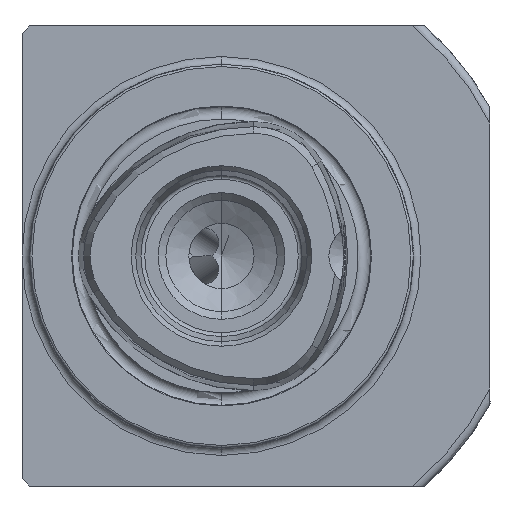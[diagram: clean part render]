
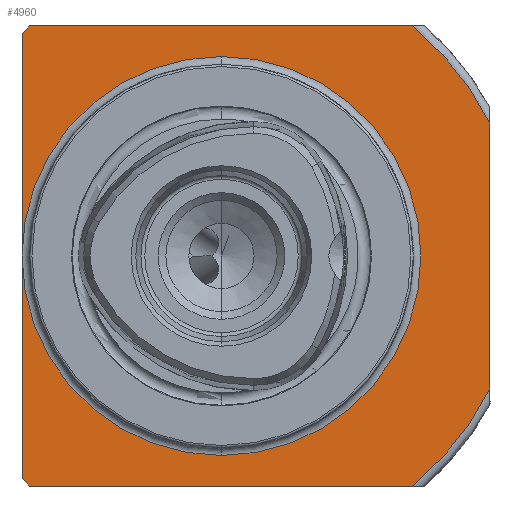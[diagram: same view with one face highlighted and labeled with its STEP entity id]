
A CAD part, left-side view. The second image highlights one B-rep face of the part: STEP entity #4960.
In plain terms, the highlighted planar face has unit normal (-1, 0, 0).
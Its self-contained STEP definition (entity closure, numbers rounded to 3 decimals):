
#370 = EDGE_CURVE ( 'NONE', #1695, #1678, #4474, .T. ) ;
#384 = AXIS2_PLACEMENT_3D ( 'NONE', #3295, #3290, #3288 ) ;
#778 = CARTESIAN_POINT ( 'NONE',  ( 21., 0., 0. ) ) ;
#779 = DIRECTION ( 'NONE',  ( -1., 0., 0. ) ) ;
#780 = DIRECTION ( 'NONE',  ( 0., 0., 1. ) ) ;
#928 = CARTESIAN_POINT ( 'NONE',  ( 21., -35., -17.205 ) ) ;
#934 = CARTESIAN_POINT ( 'NONE',  ( 21., 26., 0. ) ) ;
#949 = CARTESIAN_POINT ( 'NONE',  ( 21., 0., -26. ) ) ;
#959 = CARTESIAN_POINT ( 'NONE',  ( 21., 24.92, -30. ) ) ;
#973 = CARTESIAN_POINT ( 'NONE',  ( 21., 25.438, -29.562 ) ) ;
#981 = CARTESIAN_POINT ( 'NONE',  ( 21., 26., -29. ) ) ;
#983 = CARTESIAN_POINT ( 'NONE',  ( 21., 26., 29. ) ) ;
#1224 = DIRECTION ( 'NONE',  ( -1., 0., 0. ) ) ;
#1226 = CARTESIAN_POINT ( 'NONE',  ( 21., 0., 0. ) ) ;
#1231 = DIRECTION ( 'NONE',  ( 0., 0., 1. ) ) ;
#1232 = DIRECTION ( 'NONE',  ( 0., 0.707, -0.707 ) ) ;
#1236 = DIRECTION ( 'NONE',  ( -1., 0., 0. ) ) ;
#1237 = CARTESIAN_POINT ( 'NONE',  ( 21., 0., 0. ) ) ;
#1238 = DIRECTION ( 'NONE',  ( 0., 0., 1. ) ) ;
#1240 = CARTESIAN_POINT ( 'NONE',  ( 21., 26., 29. ) ) ;
#1496 = ORIENTED_EDGE ( 'NONE', *, *, #2178, .T. ) ;
#1498 = ORIENTED_EDGE ( 'NONE', *, *, #2172, .F. ) ;
#1502 = ORIENTED_EDGE ( 'NONE', *, *, #2171, .T. ) ;
#1503 = ORIENTED_EDGE ( 'NONE', *, *, #2159, .T. ) ;
#1505 = ORIENTED_EDGE ( 'NONE', *, *, #2176, .F. ) ;
#1507 = ORIENTED_EDGE ( 'NONE', *, *, #2189, .F. ) ;
#1508 = ORIENTED_EDGE ( 'NONE', *, *, #2153, .F. ) ;
#1509 = ORIENTED_EDGE ( 'NONE', *, *, #2145, .T. ) ;
#1510 = ORIENTED_EDGE ( 'NONE', *, *, #2146, .T. ) ;
#1511 = ORIENTED_EDGE ( 'NONE', *, *, #2144, .T. ) ;
#1513 = ORIENTED_EDGE ( 'NONE', *, *, #2195, .F. ) ;
#1515 = ORIENTED_EDGE ( 'NONE', *, *, #2196, .F. ) ;
#1516 = ORIENTED_EDGE ( 'NONE', *, *, #2350, .F. ) ;
#1518 = ORIENTED_EDGE ( 'NONE', *, *, #370, .F. ) ;
#1650 = VERTEX_POINT ( 'NONE', #973 ) ;
#1654 = VERTEX_POINT ( 'NONE', #983 ) ;
#1678 = VERTEX_POINT ( 'NONE', #949 ) ;
#1683 = VERTEX_POINT ( 'NONE', #981 ) ;
#1689 = VERTEX_POINT ( 'NONE', #959 ) ;
#1695 = VERTEX_POINT ( 'NONE', #934 ) ;
#1747 = VERTEX_POINT ( 'NONE', #928 ) ;
#1788 = VERTEX_POINT ( 'NONE', #8008 ) ;
#1862 = CARTESIAN_POINT ( 'NONE',  ( 21., 26., 0. ) ) ;
#1869 = PLANE ( 'NONE',  #6110 ) ;
#1871 = DIRECTION ( 'NONE',  ( 1., 0., 0. ) ) ;
#1872 = DIRECTION ( 'NONE',  ( 0., 0., -1. ) ) ;
#2144 = EDGE_CURVE ( 'NONE', #7229, #1788, #4039, .T. ) ;
#2145 = EDGE_CURVE ( 'NONE', #7323, #7484, #4225, .T. ) ;
#2146 = EDGE_CURVE ( 'NONE', #7484, #1654, #4309, .T. ) ;
#2153 = EDGE_CURVE ( 'NONE', #7323, #1788, #4126, .T. ) ;
#2159 = EDGE_CURVE ( 'NONE', #1650, #1689, #4313, .T. ) ;
#2171 = EDGE_CURVE ( 'NONE', #1683, #1650, #4056, .T. ) ;
#2172 = EDGE_CURVE ( 'NONE', #7229, #1747, #4163, .T. ) ;
#2176 = EDGE_CURVE ( 'NONE', #7312, #1689, #4032, .T. ) ;
#2178 = EDGE_CURVE ( 'NONE', #7312, #1747, #4101, .T. ) ;
#2189 = EDGE_CURVE ( 'NONE', #1683, #1695, #4181, .T. ) ;
#2195 = EDGE_CURVE ( 'NONE', #1695, #1654, #4155, .T. ) ;
#2196 = EDGE_CURVE ( 'NONE', #7440, #1695, #4048, .T. ) ;
#2350 = EDGE_CURVE ( 'NONE', #1678, #7440, #4363, .T. ) ;
#2447 = FACE_OUTER_BOUND ( 'NONE', #7735, .T. ) ;
#3288 = DIRECTION ( 'NONE',  ( 0., 0., 1. ) ) ;
#3290 = DIRECTION ( 'NONE',  ( -1., 0., 0. ) ) ;
#3295 = CARTESIAN_POINT ( 'NONE',  ( 21., 0., 0. ) ) ;
#3742 = CARTESIAN_POINT ( 'NONE',  ( 21., 26., 0. ) ) ;
#3743 = DIRECTION ( 'NONE',  ( 0., 0., 1. ) ) ;
#3772 = CARTESIAN_POINT ( 'NONE',  ( 21., 26., 0. ) ) ;
#3773 = DIRECTION ( 'NONE',  ( 0., 0., 1. ) ) ;
#3774 = CARTESIAN_POINT ( 'NONE',  ( 21., 0., 0. ) ) ;
#3775 = DIRECTION ( 'NONE',  ( -1., 0., 0. ) ) ;
#3776 = DIRECTION ( 'NONE',  ( 0., 0., 1. ) ) ;
#4015 = VECTOR ( 'NONE', #5941, 1000. ) ;
#4032 = LINE ( 'NONE', #6042, #4233 ) ;
#4039 = CIRCLE ( 'NONE', #7832, 39. ) ;
#4048 = CIRCLE ( 'NONE', #7859, 26. ) ;
#4056 = LINE ( 'NONE', #5999, #4080 ) ;
#4072 = VECTOR ( 'NONE', #3773, 1000. ) ;
#4080 = VECTOR ( 'NONE', #6003, 1000. ) ;
#4101 = CIRCLE ( 'NONE', #7850, 39. ) ;
#4126 = LINE ( 'NONE', #5952, #4015 ) ;
#4155 = LINE ( 'NONE', #3772, #4072 ) ;
#4163 = LINE ( 'NONE', #6021, #4266 ) ;
#4176 = VECTOR ( 'NONE', #1232, 1000. ) ;
#4181 = LINE ( 'NONE', #3742, #4230 ) ;
#4225 = CIRCLE ( 'NONE', #7833, 39. ) ;
#4230 = VECTOR ( 'NONE', #3743, 1000. ) ;
#4233 = VECTOR ( 'NONE', #6043, 1000. ) ;
#4266 = VECTOR ( 'NONE', #6022, 1000. ) ;
#4309 = LINE ( 'NONE', #1240, #4176 ) ;
#4313 = CIRCLE ( 'NONE', #7842, 39. ) ;
#4363 = CIRCLE ( 'NONE', #7927, 26. ) ;
#4474 = CIRCLE ( 'NONE', #384, 26. ) ;
#4790 = CARTESIAN_POINT ( 'NONE',  ( 21., -35., 17.205 ) ) ;
#4820 = CARTESIAN_POINT ( 'NONE',  ( 21., -24.92, -30. ) ) ;
#4828 = CARTESIAN_POINT ( 'NONE',  ( 21., 24.92, 30. ) ) ;
#4870 = CARTESIAN_POINT ( 'NONE',  ( 21., 0., 26. ) ) ;
#4889 = CARTESIAN_POINT ( 'NONE',  ( 21., 25.438, 29.562 ) ) ;
#4960 = ADVANCED_FACE ( 'NONE', ( #2447 ), #1869, .F. ) ;
#5941 = DIRECTION ( 'NONE',  ( 0., -1., 0. ) ) ;
#5952 = CARTESIAN_POINT ( 'NONE',  ( 21., 26., 30. ) ) ;
#5973 = CARTESIAN_POINT ( 'NONE',  ( 21., 0., 0. ) ) ;
#5974 = DIRECTION ( 'NONE',  ( -1., 0., 0. ) ) ;
#5975 = DIRECTION ( 'NONE',  ( 0., 0., 1. ) ) ;
#5999 = CARTESIAN_POINT ( 'NONE',  ( 21., 25., -30. ) ) ;
#6003 = DIRECTION ( 'NONE',  ( 0., -0.707, -0.707 ) ) ;
#6021 = CARTESIAN_POINT ( 'NONE',  ( 21., -35., 0. ) ) ;
#6022 = DIRECTION ( 'NONE',  ( 0., 0., -1. ) ) ;
#6042 = CARTESIAN_POINT ( 'NONE',  ( 21., 26., -30. ) ) ;
#6043 = DIRECTION ( 'NONE',  ( 0., 1., 0. ) ) ;
#6048 = CARTESIAN_POINT ( 'NONE',  ( 21., 0., 0. ) ) ;
#6049 = DIRECTION ( 'NONE',  ( -1., 0., 0. ) ) ;
#6050 = DIRECTION ( 'NONE',  ( 0., 0., 1. ) ) ;
#6110 = AXIS2_PLACEMENT_3D ( 'NONE', #1862, #1871, #1872 ) ;
#7229 = VERTEX_POINT ( 'NONE', #4790 ) ;
#7312 = VERTEX_POINT ( 'NONE', #4820 ) ;
#7323 = VERTEX_POINT ( 'NONE', #4828 ) ;
#7440 = VERTEX_POINT ( 'NONE', #4870 ) ;
#7484 = VERTEX_POINT ( 'NONE', #4889 ) ;
#7735 = EDGE_LOOP ( 'NONE', ( #1507, #1502, #1503, #1505, #1496, #1498, #1511, #1508, #1509, #1510, #1513, #1515, #1516, #1518 ) ) ;
#7832 = AXIS2_PLACEMENT_3D ( 'NONE', #1226, #1236, #1238 ) ;
#7833 = AXIS2_PLACEMENT_3D ( 'NONE', #1237, #1224, #1231 ) ;
#7842 = AXIS2_PLACEMENT_3D ( 'NONE', #5973, #5974, #5975 ) ;
#7850 = AXIS2_PLACEMENT_3D ( 'NONE', #6048, #6049, #6050 ) ;
#7859 = AXIS2_PLACEMENT_3D ( 'NONE', #3774, #3775, #3776 ) ;
#7927 = AXIS2_PLACEMENT_3D ( 'NONE', #778, #779, #780 ) ;
#8008 = CARTESIAN_POINT ( 'NONE',  ( 21., -24.92, 30. ) ) ;
